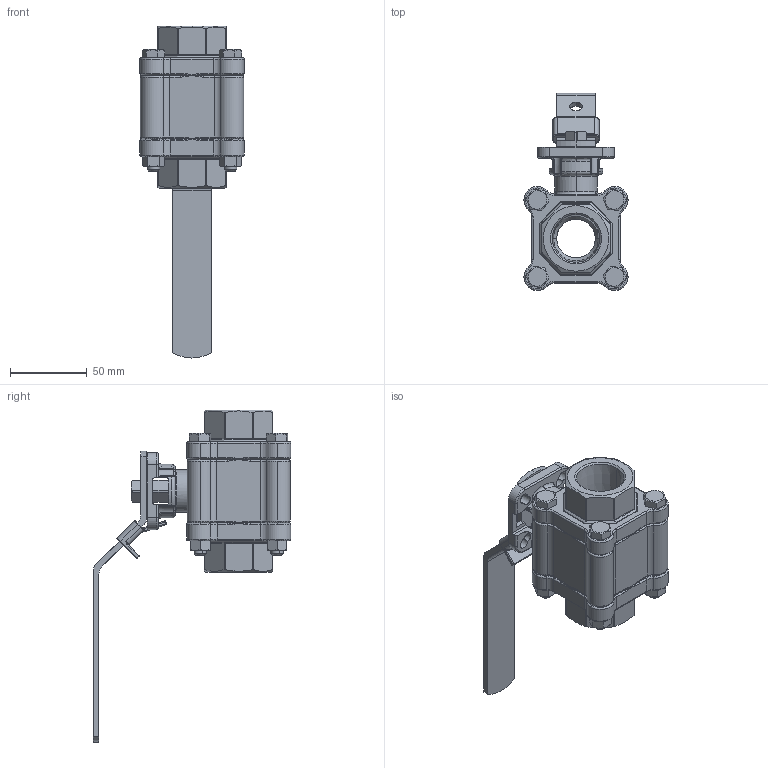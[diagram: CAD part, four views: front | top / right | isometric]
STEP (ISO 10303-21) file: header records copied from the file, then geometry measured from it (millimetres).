
FILE_DESCRIPTION (( 'STEP AP214' ), '1' );
FILE_NAME ('ZL9T10E.STEP', '2008-12-19T06:34:23', ( 'Hsu22' ), ( 'Hollings' ), 'SwSTEP 2.0', 'SolidWorks 2008', '' );
FILE_SCHEMA (( 'AUTOMOTIVE_DESIGN' ));
Length unit declared in the file: millimetre
Products named in the file (7): SDDL9T10EA6_預設; SB84T00EACN0_預設; ZL9T10E; YNM8_預設; SAL9T10TWEAEX0_預設; YSHM8-74_預設; SHA0L9T10E0_預設
Assembly tree (13 placements, depth 2):
  ZL9T10E
    SB84T00EACN0_預設  x2
    YSHM8-74_預設  x4
    YNM8_預設  x4
    SAL9T10TWEAEX0_預設
    SHA0L9T10E0_預設
    SDDL9T10EA6_預設
Bounding box: 67.6 x 128.2 x 215.65 mm (x, y, z)
Volume: 239794.2 mm3; surface area: 94532.4 mm2
Topology: 13 solids, 13 shells, 885 faces, 2123 edges, 1223 vertices
Faces by surface type: cylinder 335, plane 214, torus 124, cone 107, bspline 89, sphere 16
Entity records: 20617 total; most frequent: CARTESIAN_POINT 6454, DIRECTION 3062, ORIENTED_EDGE 2888, EDGE_CURVE 1444, AXIS2_PLACEMENT_3D 1260, VERTEX_POINT 858, CIRCLE 700, EDGE_LOOP 660
